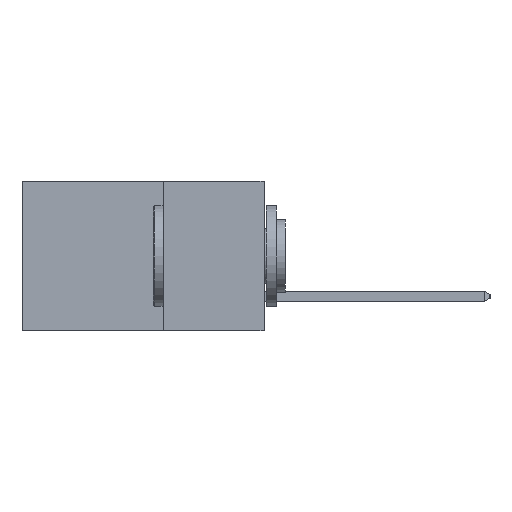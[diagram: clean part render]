
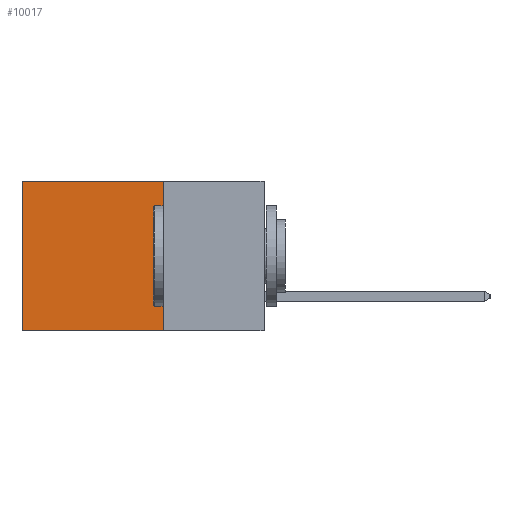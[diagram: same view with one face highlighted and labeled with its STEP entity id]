
A CAD part, left-side view. The second image highlights one B-rep face of the part: STEP entity #10017.
In plain terms, the highlighted planar face has unit normal (-1, 0, 0).
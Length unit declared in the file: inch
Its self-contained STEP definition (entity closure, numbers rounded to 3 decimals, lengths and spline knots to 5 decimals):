
#52 = CARTESIAN_POINT ( 'NONE',  ( 0.2615, 0.25, 0. ) ) ;
#819 = CARTESIAN_POINT ( 'NONE',  ( 0.2615, 0.25, -0.37 ) ) ;
#873 = DIRECTION ( 'NONE',  ( 0., 0., -1. ) ) ;
#1482 = CARTESIAN_POINT ( 'NONE',  ( 0.2615, 0.25, -0.37 ) ) ;
#1599 = CARTESIAN_POINT ( 'NONE',  ( 0.2615, 0.6, -0.37 ) ) ;
#1982 = VECTOR ( 'NONE', #9556, 39.37008 ) ;
#2085 = EDGE_CURVE ( 'NONE', #3060, #3793, #3452, .T. ) ;
#3060 = VERTEX_POINT ( 'NONE', #8404 ) ;
#3263 = CARTESIAN_POINT ( 'NONE',  ( 0.2615, 0.6, 0. ) ) ;
#3452 = LINE ( 'NONE', #3624, #8898 ) ;
#3472 = VECTOR ( 'NONE', #4669, 39.37008 ) ;
#3624 = CARTESIAN_POINT ( 'NONE',  ( 0.2615, 0.25, -0.37 ) ) ;
#3793 = VERTEX_POINT ( 'NONE', #12471 ) ;
#4242 = PLANE ( 'NONE',  #8433 ) ;
#4420 = VERTEX_POINT ( 'NONE', #12462 ) ;
#4669 = DIRECTION ( 'NONE',  ( 0., 1., 0. ) ) ;
#5118 = LINE ( 'NONE', #1482, #12179 ) ;
#5362 = EDGE_LOOP ( 'NONE', ( #9080, #7071, #10877, #10620 ) ) ;
#5500 = EDGE_CURVE ( 'NONE', #4420, #3060, #5118, .T. ) ;
#5509 = LINE ( 'NONE', #1599, #1982 ) ;
#6209 = LINE ( 'NONE', #52, #3472 ) ;
#7071 = ORIENTED_EDGE ( 'NONE', *, *, #2085, .F. ) ;
#7243 = DIRECTION ( 'NONE',  ( 1., 0., 0. ) ) ;
#7608 = EDGE_CURVE ( 'NONE', #4420, #9023, #6209, .T. ) ;
#8404 = CARTESIAN_POINT ( 'NONE',  ( 0.2615, 0.25, -0.37 ) ) ;
#8433 = AXIS2_PLACEMENT_3D ( 'NONE', #819, #7243, #873 ) ;
#8631 = DIRECTION ( 'NONE',  ( 0., 0., -1. ) ) ;
#8898 = VECTOR ( 'NONE', #12239, 39.37008 ) ;
#9023 = VERTEX_POINT ( 'NONE', #3263 ) ;
#9080 = ORIENTED_EDGE ( 'NONE', *, *, #11258, .T. ) ;
#9556 = DIRECTION ( 'NONE',  ( 0., 0., -1. ) ) ;
#10017 = ADVANCED_FACE ( 'NONE', ( #11828 ), #4242, .F. ) ;
#10620 = ORIENTED_EDGE ( 'NONE', *, *, #7608, .T. ) ;
#10877 = ORIENTED_EDGE ( 'NONE', *, *, #5500, .F. ) ;
#11258 = EDGE_CURVE ( 'NONE', #9023, #3793, #5509, .T. ) ;
#11828 = FACE_OUTER_BOUND ( 'NONE', #5362, .T. ) ;
#12179 = VECTOR ( 'NONE', #8631, 39.37008 ) ;
#12239 = DIRECTION ( 'NONE',  ( 0., 1., 0. ) ) ;
#12462 = CARTESIAN_POINT ( 'NONE',  ( 0.2615, 0.25, 0. ) ) ;
#12471 = CARTESIAN_POINT ( 'NONE',  ( 0.2615, 0.6, -0.37 ) ) ;
